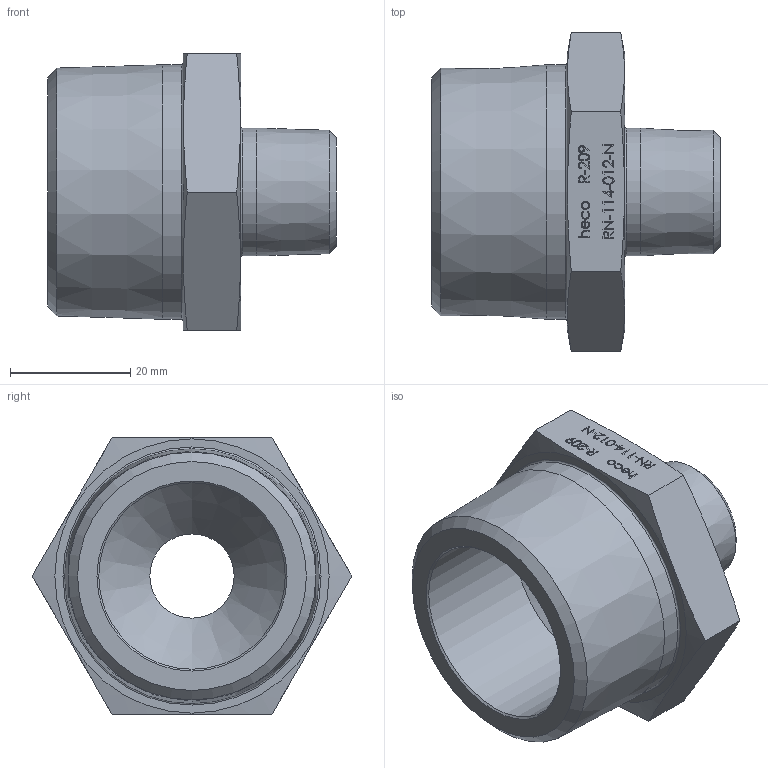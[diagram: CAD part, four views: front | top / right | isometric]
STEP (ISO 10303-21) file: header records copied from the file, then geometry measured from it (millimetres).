
FILE_DESCRIPTION (( 'STEP AP214' ), '1' );
FILE_NAME ('heco RN-114-012-N R-209 2011.STEP', '2020-11-04T12:39:53', ( '' ), ( '' ), 'SwSTEP 2.0', 'SolidWorks 2019', '' );
FILE_SCHEMA (( 'AUTOMOTIVE_DESIGN' ));
Length unit declared in the file: millimetre
Products named in the file (1): heco RN-114-012-N R-209 2011
Bounding box: 48 x 53.12 x 46.01 mm (x, y, z)
Volume: 31401.8 mm3; surface area: 11593.1 mm2
Topology: 1 solids, 1 shells, 255 faces, 660 edges, 438 vertices
Faces by surface type: plane 156, bspline 84, cone 9, cylinder 4, torus 2
Full cylindrical faces by diameter (mm): 14 x1, 21.267 x1, 31 x1, 42.31 x1
Entity records: 15027 total; most frequent: CARTESIAN_POINT 6991, ORIENTED_EDGE 1278, DIRECTION 821, EDGE_CURVE 639, LINE 441, VECTOR 441, VERTEX_POINT 432, EDGE_LOOP 303
